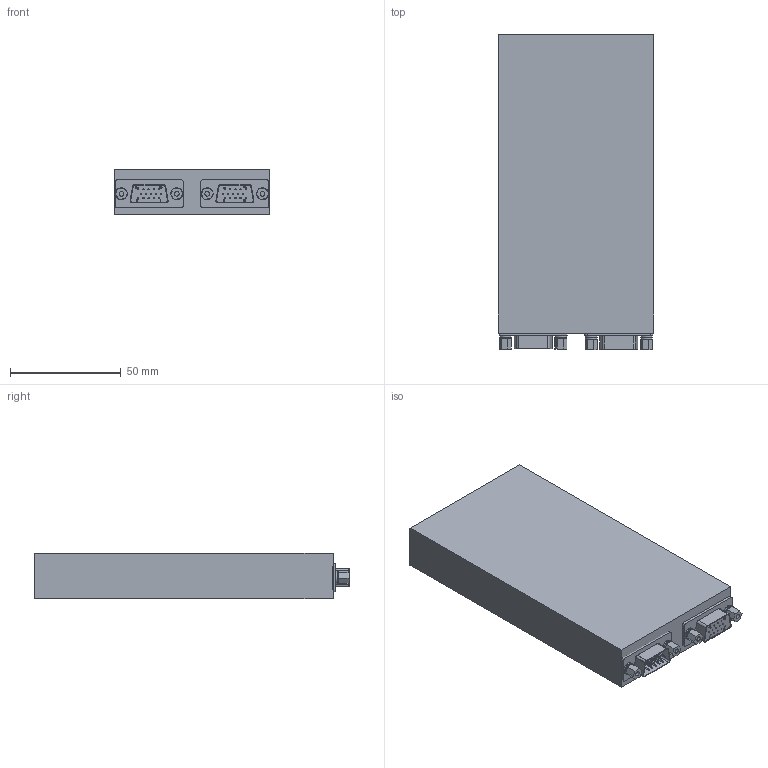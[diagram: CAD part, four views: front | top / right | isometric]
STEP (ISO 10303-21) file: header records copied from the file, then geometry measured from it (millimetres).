
FILE_DESCRIPTION(/* description */ ('Unknown'),/* implementation_level */ '2;1');
FILE_NAME(/* name */ 'M7017001',/* time_stamp */ '2020-04-09T19:32:42-04:00',/* author */ ('Unknown'),/* organization */ ('Unknown'),/* preprocessor_version */ 'ST-DEVELOPER v16.7',/* originating_system */ 'DEX',/* authorisation */ $);
FILE_SCHEMA (('CONFIG_CONTROL_DESIGN'));
Length unit declared in the file: millimetre
Products named in the file (8): M7017001; MAIN BODY; DD15M3000C; P001-19; MS35338-134; NAS620C4; DD15F3000C
Assembly tree (10 placements, depth 3):
  M7017001
    MAIN BODY
    DD15M3000C
    P001-19  x4
      P001-19
      MS35338-134
      NAS620C4
    DD15F3000C
Bounding box: 70.1 x 142.51 x 20.57 mm (x, y, z)
Volume: 199769.2 mm3; surface area: 32764.4 mm2
Topology: 15 solids, 15 shells, 471 faces, 1067 edges, 714 vertices
Faces by surface type: plane 262, cylinder 134, torus 45, bspline 24, cone 6
Full cylindrical faces by diameter (mm): 0.51 x60, 2.156 x4, 2.382 x4, 2.647 x6, 2.92 x4, 3.05 x4, 5.309 x4
Entity records: 14393 total; most frequent: CARTESIAN_POINT 3214, DIRECTION 1628, ORIENTED_EDGE 1502, EDGE_CURVE 751, AXIS2_PLACEMENT_3D 669, FACE_BOUND 628, EDGE_LOOP 622, VERTEX_POINT 571
